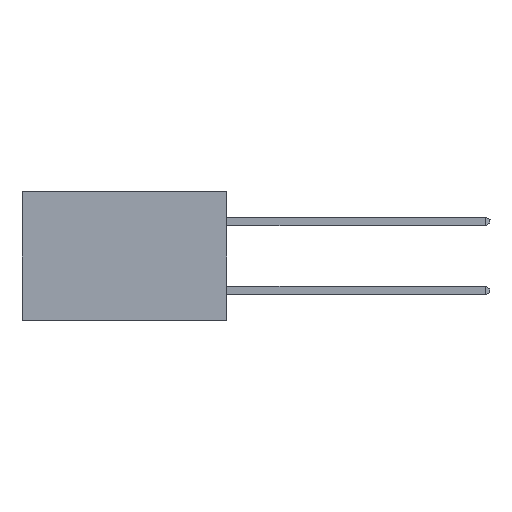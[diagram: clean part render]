
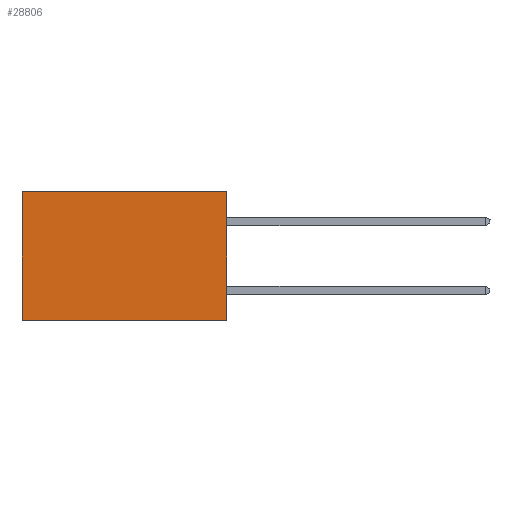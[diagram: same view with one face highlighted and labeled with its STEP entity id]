
A CAD part, left-side view. The second image highlights one B-rep face of the part: STEP entity #28806.
In plain terms, the highlighted planar face has unit normal (-1, 0, 0).
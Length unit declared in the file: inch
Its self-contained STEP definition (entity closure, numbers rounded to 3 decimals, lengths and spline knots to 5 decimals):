
#4158 = VERTEX_POINT ( 'NONE', #11944 ) ;
#4739 = EDGE_CURVE ( 'NONE', #9039, #10471, #25019, .T. ) ;
#5322 = CARTESIAN_POINT ( 'NONE',  ( 0.277, 0., -0.37 ) ) ;
#6303 = EDGE_CURVE ( 'NONE', #14772, #9039, #25664, .T. ) ;
#6807 = DIRECTION ( 'NONE',  ( 0., 0., -1. ) ) ;
#7613 = PLANE ( 'NONE',  #10161 ) ;
#8808 = LINE ( 'NONE', #12561, #14903 ) ;
#9039 = VERTEX_POINT ( 'NONE', #12144 ) ;
#9910 = DIRECTION ( 'NONE',  ( 1., 0., 0. ) ) ;
#10016 = ORIENTED_EDGE ( 'NONE', *, *, #4739, .T. ) ;
#10161 = AXIS2_PLACEMENT_3D ( 'NONE', #5322, #9910, #25922 ) ;
#10471 = VERTEX_POINT ( 'NONE', #22910 ) ;
#11144 = EDGE_CURVE ( 'NONE', #14772, #4158, #24623, .T. ) ;
#11234 = ORIENTED_EDGE ( 'NONE', *, *, #6303, .T. ) ;
#11944 = CARTESIAN_POINT ( 'NONE',  ( 0.277, 0., -0.37 ) ) ;
#12144 = CARTESIAN_POINT ( 'NONE',  ( 0.277, 0.59, 0. ) ) ;
#12521 = ORIENTED_EDGE ( 'NONE', *, *, #24279, .F. ) ;
#12561 = CARTESIAN_POINT ( 'NONE',  ( 0.277, 0., -0.37 ) ) ;
#12837 = VECTOR ( 'NONE', #23895, 39.37008 ) ;
#14772 = VERTEX_POINT ( 'NONE', #18928 ) ;
#14840 = DIRECTION ( 'NONE',  ( 0., 1., 0. ) ) ;
#14903 = VECTOR ( 'NONE', #14840, 39.37008 ) ;
#14969 = ORIENTED_EDGE ( 'NONE', *, *, #11144, .F. ) ;
#16324 = DIRECTION ( 'NONE',  ( 0., 1., 0. ) ) ;
#17082 = VECTOR ( 'NONE', #6807, 39.37008 ) ;
#17139 = FACE_OUTER_BOUND ( 'NONE', #23389, .T. ) ;
#17191 = CARTESIAN_POINT ( 'NONE',  ( 0.277, 0., 0. ) ) ;
#18928 = CARTESIAN_POINT ( 'NONE',  ( 0.277, 0., 0. ) ) ;
#22868 = CARTESIAN_POINT ( 'NONE',  ( 0.277, 0., -0.37 ) ) ;
#22910 = CARTESIAN_POINT ( 'NONE',  ( 0.277, 0.59, -0.37 ) ) ;
#23389 = EDGE_LOOP ( 'NONE', ( #10016, #12521, #14969, #11234 ) ) ;
#23895 = DIRECTION ( 'NONE',  ( 0., 0., -1. ) ) ;
#24094 = CARTESIAN_POINT ( 'NONE',  ( 0.277, 0.59, -0.37 ) ) ;
#24279 = EDGE_CURVE ( 'NONE', #4158, #10471, #8808, .T. ) ;
#24623 = LINE ( 'NONE', #22868, #17082 ) ;
#24967 = VECTOR ( 'NONE', #16324, 39.37008 ) ;
#25019 = LINE ( 'NONE', #24094, #12837 ) ;
#25664 = LINE ( 'NONE', #17191, #24967 ) ;
#25922 = DIRECTION ( 'NONE',  ( 0., 0., -1. ) ) ;
#28806 = ADVANCED_FACE ( 'NONE', ( #17139 ), #7613, .F. ) ;
